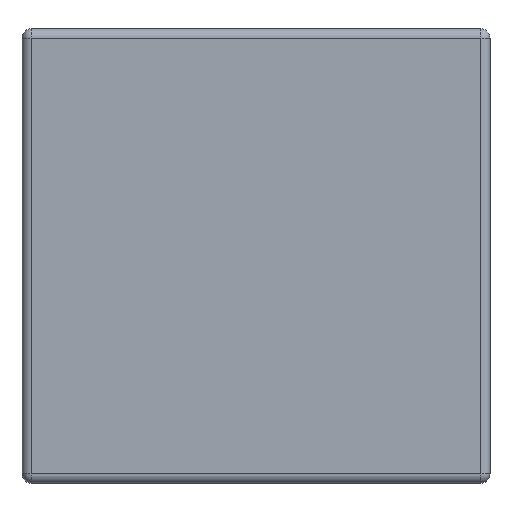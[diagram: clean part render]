
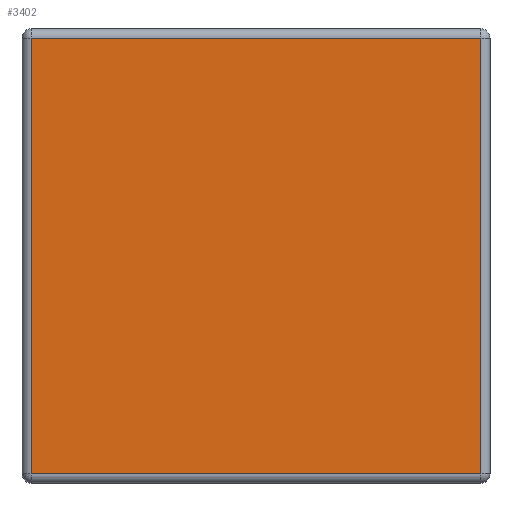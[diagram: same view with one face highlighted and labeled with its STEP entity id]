
A CAD part, left-side view. The second image highlights one B-rep face of the part: STEP entity #3402.
In plain terms, the highlighted planar face has unit normal (-1, 0, 0).
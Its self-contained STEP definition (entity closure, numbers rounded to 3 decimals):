
#77 = PLANE ( 'NONE',  #141 ) ;
#102 = ORIENTED_EDGE ( 'NONE', *, *, #2455, .T. ) ;
#119 = CARTESIAN_POINT ( 'NONE',  ( 0., 2.743, -2.663 ) ) ;
#141 = AXIS2_PLACEMENT_3D ( 'NONE', #1189, #1551, #594 ) ;
#183 = CARTESIAN_POINT ( 'NONE',  ( 0., 2.743, -0.057 ) ) ;
#189 = VERTEX_POINT ( 'NONE', #183 ) ;
#333 = ORIENTED_EDGE ( 'NONE', *, *, #3672, .T. ) ;
#375 = ORIENTED_EDGE ( 'NONE', *, *, #4569, .T. ) ;
#380 = EDGE_CURVE ( 'NONE', #1898, #2897, #4314, .T. ) ;
#420 = CARTESIAN_POINT ( 'NONE',  ( 0., 0.057, -2.663 ) ) ;
#563 = FACE_OUTER_BOUND ( 'NONE', #2617, .T. ) ;
#594 = DIRECTION ( 'NONE',  ( 0., 0., 1. ) ) ;
#658 = CARTESIAN_POINT ( 'NONE',  ( 0., 0.057, 0. ) ) ;
#1002 = CARTESIAN_POINT ( 'NONE',  ( 0., 0.057, -0.057 ) ) ;
#1189 = CARTESIAN_POINT ( 'NONE',  ( 0., 0., 0. ) ) ;
#1398 = LINE ( 'NONE', #4594, #1472 ) ;
#1472 = VECTOR ( 'NONE', #4235, 1000. ) ;
#1486 = ORIENTED_EDGE ( 'NONE', *, *, #380, .T. ) ;
#1551 = DIRECTION ( 'NONE',  ( -1., 0., 0. ) ) ;
#1575 = LINE ( 'NONE', #1650, #3712 ) ;
#1650 = CARTESIAN_POINT ( 'NONE',  ( 0., 2.8, -0.057 ) ) ;
#1840 = DIRECTION ( 'NONE',  ( 0., 1., 0. ) ) ;
#1898 = VERTEX_POINT ( 'NONE', #119 ) ;
#2329 = LINE ( 'NONE', #658, #3444 ) ;
#2455 = EDGE_CURVE ( 'NONE', #2897, #4596, #2329, .T. ) ;
#2465 = CARTESIAN_POINT ( 'NONE',  ( 0., 0., -2.663 ) ) ;
#2617 = EDGE_LOOP ( 'NONE', ( #1486, #102, #333, #375 ) ) ;
#2897 = VERTEX_POINT ( 'NONE', #420 ) ;
#3402 = ADVANCED_FACE ( 'NONE', ( #563 ), #77, .T. ) ;
#3444 = VECTOR ( 'NONE', #3594, 1000. ) ;
#3594 = DIRECTION ( 'NONE',  ( 0., 0., 1. ) ) ;
#3672 = EDGE_CURVE ( 'NONE', #4596, #189, #1575, .T. ) ;
#3712 = VECTOR ( 'NONE', #1840, 1000. ) ;
#4037 = VECTOR ( 'NONE', #4239, 1000. ) ;
#4235 = DIRECTION ( 'NONE',  ( 0., 0., -1. ) ) ;
#4239 = DIRECTION ( 'NONE',  ( 0., -1., 0. ) ) ;
#4314 = LINE ( 'NONE', #2465, #4037 ) ;
#4569 = EDGE_CURVE ( 'NONE', #189, #1898, #1398, .T. ) ;
#4594 = CARTESIAN_POINT ( 'NONE',  ( 0., 2.743, -2.72 ) ) ;
#4596 = VERTEX_POINT ( 'NONE', #1002 ) ;
